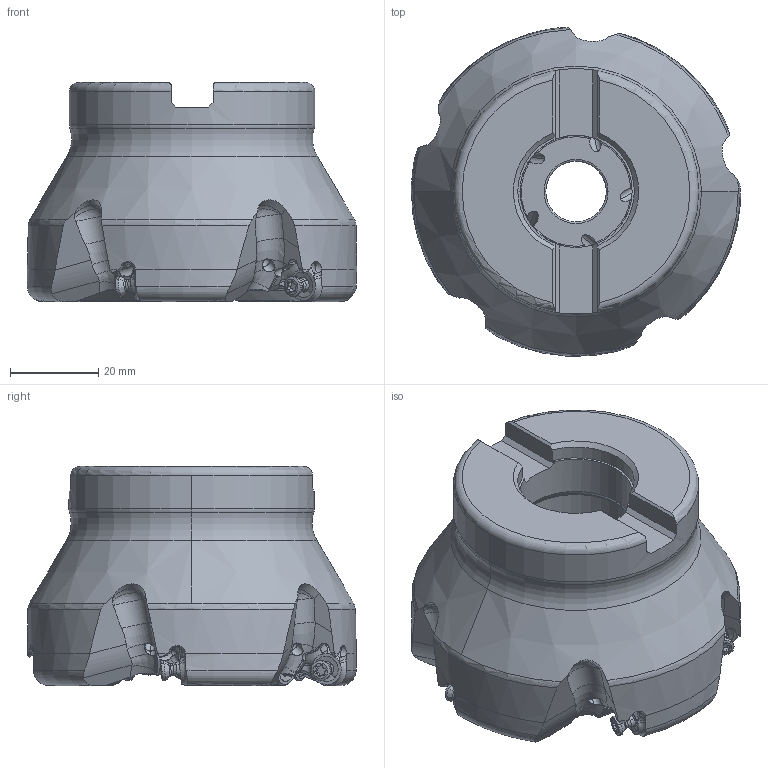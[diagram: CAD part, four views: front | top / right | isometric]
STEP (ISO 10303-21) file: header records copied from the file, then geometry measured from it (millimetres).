
FILE_DESCRIPTION(/* description */ (''),/* implementation_level */ '2;1');
FILE_NAME(/* name */ 'WWX200UR3_0005CA.stp',/* time_stamp */ '2022-11-25T16:42:49+09:00',/* author */ (''),/* organization */ (''),/* preprocessor_version */ 'ST-DEVELOPER v16',/* originating_system */ 'SIEMENS PLM Software NX 10.0',/* authorisation */ '');
FILE_SCHEMA (('AUTOMOTIVE_DESIGN { 1 0 10303 214 3 1 1 1 }'));
Length unit declared in the file: millimetre
Products named in the file (1): WWX200UR3_0005CA_ASM
Bounding box: 74.57 x 74.38 x 49.61 mm (x, y, z)
Volume: 130417.8 mm3; surface area: 22160.9 mm2
Topology: 6 solids, 6 shells, 664 faces, 1946 edges, 1248 vertices
Faces by surface type: cylinder 222, plane 161, sphere 80, bspline 75, cone 55, torus 41, extrusion 30
Entity records: 37653 total; most frequent: CARTESIAN_POINT 21251, ORIENTED_EDGE 3772, DIRECTION 2976, EDGE_CURVE 1886, AXIS2_PLACEMENT_3D 1258, VERTEX_POINT 1240, B_SPLINE_CURVE_WITH_KNOTS 815, EDGE_LOOP 682
